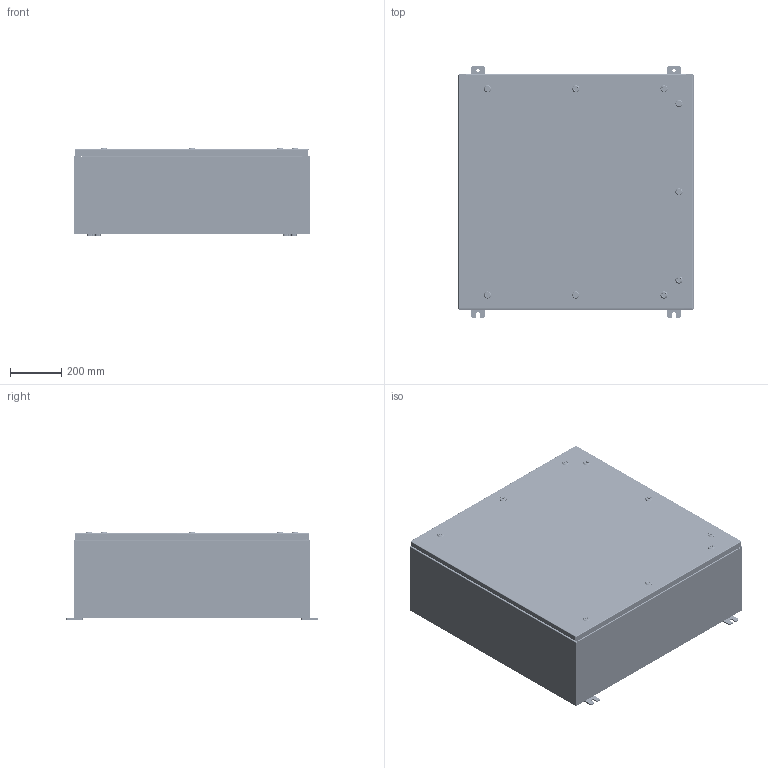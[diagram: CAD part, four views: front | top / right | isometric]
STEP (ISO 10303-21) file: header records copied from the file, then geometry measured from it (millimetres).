
FILE_DESCRIPTION (( 'STEP AP203' ), '1' );
FILE_NAME ('CHDSS6363612WP.STEP', '2014-02-25T16:15:18', ( 'changeme' ), ( 'Microsoft' ), 'SwSTEP 2.0', 'SolidWorks 2013', '' );
FILE_SCHEMA (( 'CONFIG_CONTROL_DESIGN' ));
Length unit declared in the file: inch
Products named in the file (21): CHDSS6363612WP Cover; Washer-221320-IB-Industrilas_Washer-221320-IB-Industrilas; CHDSS6363612WP Body; Screw-221320-IB-Industrilas_Screw-221320-IB-Industrilas; CHDSS6363612WP Bottom; CHDSS6363612WP Backpanel; Insert-221320-IB-Industrilas_Insert-221320-IB-Industrilas; CHDSS6363612WP Top; CHDSS6363612WP Mounting Studs; HW-CLH-E5-8004_Cam-232112-U-Industrilas; 10_30 CD Stud; CHDSS6363612WP Mounting Feet; HW-CLH-R001-0500_2412-026240-2445-Industrilas; Concealed Hinge (Cover Side); Quarter-20 CD Stud; CHDSS6363612WP; Concealed Hinge enclosure side; CHDSS6363612WP Door Stiffener; Housing-211301-IB-Industrilas_Housing-211301-IB-Industrilas; CHDSS6363612WP Enclosure Stiffener; Nut-211301-IB-Industrilas_Nut-211301-IB-Industrilas
Assembly tree (49 placements, depth 3):
  CHDSS6363612WP
    CHDSS6363612WP Backpanel
    CHDSS6363612WP Mounting Studs  x8
    CHDSS6363612WP Mounting Feet  x4
    Quarter-20 CD Stud  x2
    CHDSS6363612WP Door Stiffener
    CHDSS6363612WP Enclosure Stiffener  x2
    CHDSS6363612WP Cover
    CHDSS6363612WP Body
    CHDSS6363612WP Bottom
    CHDSS6363612WP Top
    10_30 CD Stud  x6
    Concealed Hinge (Cover Side)  x3
    Concealed Hinge enclosure side  x3
    HW-CLH-R001-0500_2412-026240-2445-Industrilas  x9
      Housing-211301-IB-Industrilas_Housing-211301-IB-Industrilas
      Nut-211301-IB-Industrilas_Nut-211301-IB-Industrilas
      Washer-221320-IB-Industrilas_Washer-221320-IB-Industrilas
      Screw-221320-IB-Industrilas_Screw-221320-IB-Industrilas
      Insert-221320-IB-Industrilas_Insert-221320-IB-Industrilas
      HW-CLH-E5-8004_Cam-232112-U-Industrilas
Bounding box: 914.4 x 977.9 x 339.24 mm (x, y, z)
Volume: 8339337.3 mm3; surface area: 8187167.2 mm2
Topology: 88 solids, 88 shells, 8248 faces, 20747 edges, 12707 vertices
Faces by surface type: cylinder 2574, plane 2412, bspline 1901, cone 1106, torus 192, sphere 63
Entity records: 68237 total; most frequent: CARTESIAN_POINT 35919, ORIENTED_EDGE 6522, DIRECTION 5589, EDGE_CURVE 3261, AXIS2_PLACEMENT_3D 2071, VERTEX_POINT 1973, LINE 1447, VECTOR 1447
